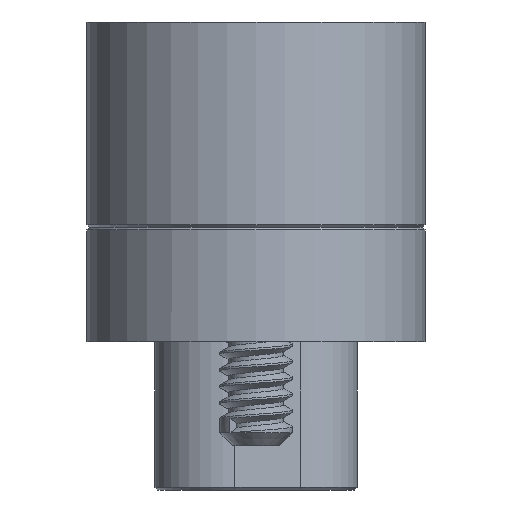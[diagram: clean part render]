
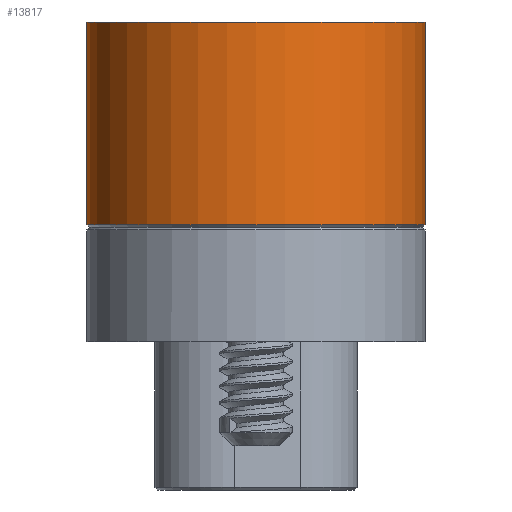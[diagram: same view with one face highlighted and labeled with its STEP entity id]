
A CAD part, left-side view. The second image highlights one B-rep face of the part: STEP entity #13817.
In plain terms, the highlighted cylindrical face has radius 6.5 mm (diameter 13 mm), a partial arc.
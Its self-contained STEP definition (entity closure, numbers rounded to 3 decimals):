
#357 = CARTESIAN_POINT ( 'NONE',  ( -28.5, 0., -7.9 ) ) ;
#731 = EDGE_CURVE ( 'NONE', #16770, #15346, #15593, .T. ) ;
#1680 = DIRECTION ( 'NONE',  ( 1., 0., 0. ) ) ;
#2054 = LINE ( 'NONE', #12623, #4136 ) ;
#2845 = CARTESIAN_POINT ( 'NONE',  ( -28.5, -6.5, 0. ) ) ;
#3139 = CIRCLE ( 'NONE', #7540, 6.5 ) ;
#4136 = VECTOR ( 'NONE', #17088, 1000. ) ;
#4197 = VERTEX_POINT ( 'NONE', #15728 ) ;
#4546 = CYLINDRICAL_SURFACE ( 'NONE', #11714, 6.5 ) ;
#4943 = DIRECTION ( 'NONE',  ( 0., 0., 1. ) ) ;
#5335 = DIRECTION ( 'NONE',  ( 1., 0., 0. ) ) ;
#6688 = VERTEX_POINT ( 'NONE', #2845 ) ;
#7540 = AXIS2_PLACEMENT_3D ( 'NONE', #18308, #4943, #1680 ) ;
#7648 = EDGE_CURVE ( 'NONE', #4197, #6688, #3139, .T. ) ;
#7795 = DIRECTION ( 'NONE',  ( 0., 0., 1. ) ) ;
#8470 = ORIENTED_EDGE ( 'NONE', *, *, #7648, .F. ) ;
#8777 = VECTOR ( 'NONE', #7795, 1000. ) ;
#9184 = FACE_OUTER_BOUND ( 'NONE', #17482, .T. ) ;
#10327 = CARTESIAN_POINT ( 'NONE',  ( -28.5, -6.5, -7.8 ) ) ;
#10833 = AXIS2_PLACEMENT_3D ( 'NONE', #12746, #17315, #5335 ) ;
#11714 = AXIS2_PLACEMENT_3D ( 'NONE', #357, #13819, #12137 ) ;
#12009 = ORIENTED_EDGE ( 'NONE', *, *, #19125, .T. ) ;
#12137 = DIRECTION ( 'NONE',  ( 1., 0., 0. ) ) ;
#12623 = CARTESIAN_POINT ( 'NONE',  ( -28.5, 6.5, -7.9 ) ) ;
#12746 = CARTESIAN_POINT ( 'NONE',  ( -28.5, 0., -7.8 ) ) ;
#13366 = EDGE_CURVE ( 'NONE', #16770, #4197, #2054, .T. ) ;
#13817 = ADVANCED_FACE ( 'NONE', ( #9184 ), #4546, .T. ) ;
#13819 = DIRECTION ( 'NONE',  ( 0., 0., 1. ) ) ;
#14652 = ORIENTED_EDGE ( 'NONE', *, *, #13366, .F. ) ;
#15346 = VERTEX_POINT ( 'NONE', #10327 ) ;
#15593 = CIRCLE ( 'NONE', #10833, 6.5 ) ;
#15728 = CARTESIAN_POINT ( 'NONE',  ( -28.5, 6.5, 0. ) ) ;
#16089 = ORIENTED_EDGE ( 'NONE', *, *, #731, .T. ) ;
#16770 = VERTEX_POINT ( 'NONE', #17232 ) ;
#17088 = DIRECTION ( 'NONE',  ( 0., 0., 1. ) ) ;
#17232 = CARTESIAN_POINT ( 'NONE',  ( -28.5, 6.5, -7.8 ) ) ;
#17315 = DIRECTION ( 'NONE',  ( 0., 0., 1. ) ) ;
#17482 = EDGE_LOOP ( 'NONE', ( #14652, #16089, #12009, #8470 ) ) ;
#18102 = LINE ( 'NONE', #18296, #8777 ) ;
#18296 = CARTESIAN_POINT ( 'NONE',  ( -28.5, -6.5, -7.9 ) ) ;
#18308 = CARTESIAN_POINT ( 'NONE',  ( -28.5, 0., 0. ) ) ;
#19125 = EDGE_CURVE ( 'NONE', #15346, #6688, #18102, .T. ) ;
